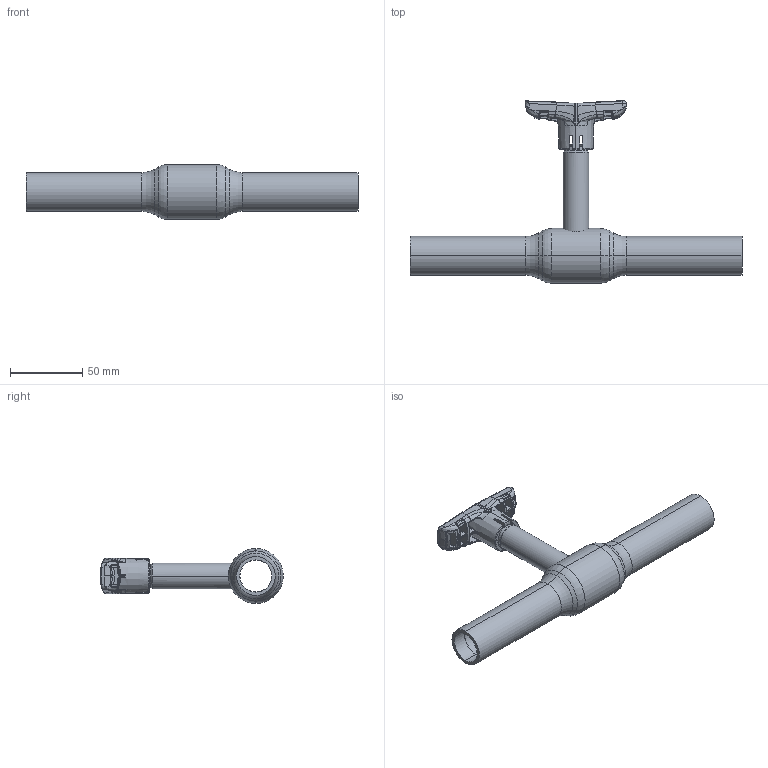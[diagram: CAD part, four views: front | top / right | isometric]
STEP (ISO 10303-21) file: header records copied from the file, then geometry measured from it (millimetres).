
FILE_DESCRIPTION (( 'STEP AP214' ), '1' );
FILE_NAME ('1020003001-2401.step', '2023-09-12T10:12:22', ( '' ), ( '' ), 'SwSTEP 2.0', 'SolidWorks 2021', '' );
FILE_SCHEMA (( 'AUTOMOTIVE_DESIGN' ));
Length unit declared in the file: millimetre
Products named in the file (1): 1020003001-2401
Bounding box: 230 x 126.49 x 38 mm (x, y, z)
Surface area: 45079.1 mm2 (no closed solid volume)
Topology: 0 solids, 4 shells, 616 faces, 1873 edges, 1174 vertices
Faces by surface type: bspline 505, plane 45, cylinder 30, cone 19, torus 17
Entity records: 49789 total; most frequent: CARTESIAN_POINT 30956, ORIENTED_EDGE 3181, EDGE_CURVE 1869, B_SPLINE_CURVE_WITH_KNOTS 1338, VERTEX_POINT 1174, DIRECTION 1138, EDGE_LOOP 622, UNCERTAINTY_MEASURE_WITH_UNIT 618
